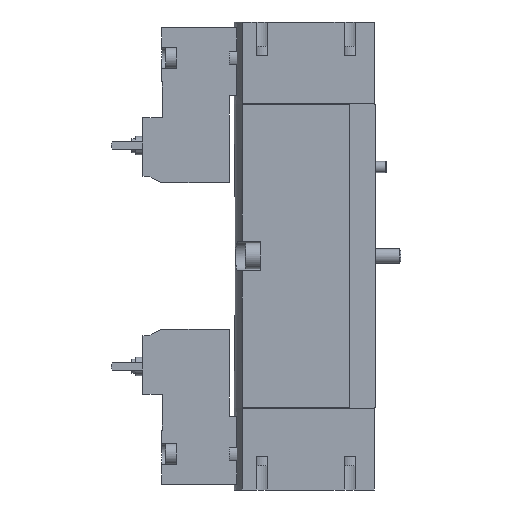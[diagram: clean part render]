
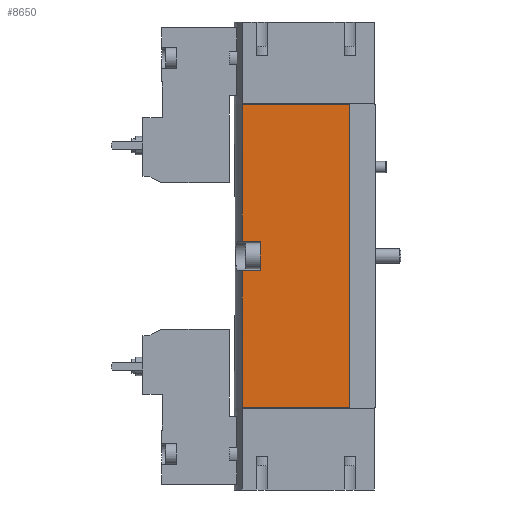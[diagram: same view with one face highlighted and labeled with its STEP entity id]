
A CAD part, left-side view. The second image highlights one B-rep face of the part: STEP entity #8650.
In plain terms, the highlighted planar face has unit normal (-1, 0, 0).
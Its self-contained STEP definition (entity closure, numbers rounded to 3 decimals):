
#297=LINE('',#12067,#875);
#298=LINE('',#12081,#876);
#300=LINE('',#12099,#878);
#301=LINE('',#12101,#879);
#302=LINE('',#12103,#880);
#303=LINE('',#12104,#881);
#304=LINE('',#12106,#882);
#305=LINE('',#12108,#883);
#306=LINE('',#12110,#884);
#875=VECTOR('',#10054,1000.);
#876=VECTOR('',#10059,1000.);
#878=VECTOR('',#10069,1000.);
#879=VECTOR('',#10070,1000.);
#880=VECTOR('',#10071,1000.);
#881=VECTOR('',#10072,1000.);
#882=VECTOR('',#10073,1000.);
#883=VECTOR('',#10074,1000.);
#884=VECTOR('',#10075,1000.);
#1600=ORIENTED_EDGE('',*,*,#3379,.T.);
#1601=ORIENTED_EDGE('',*,*,#3389,.T.);
#1602=ORIENTED_EDGE('',*,*,#3390,.F.);
#1603=ORIENTED_EDGE('',*,*,#3391,.F.);
#1604=ORIENTED_EDGE('',*,*,#3383,.T.);
#1605=ORIENTED_EDGE('',*,*,#3392,.F.);
#1606=ORIENTED_EDGE('',*,*,#3393,.F.);
#1607=ORIENTED_EDGE('',*,*,#3394,.F.);
#1608=ORIENTED_EDGE('',*,*,#3395,.F.);
#3379=EDGE_CURVE('',#4268,#4267,#297,.T.);
#3383=EDGE_CURVE('',#4272,#4271,#298,.T.);
#3389=EDGE_CURVE('',#4267,#4277,#300,.T.);
#3390=EDGE_CURVE('',#4278,#4277,#301,.T.);
#3391=EDGE_CURVE('',#4272,#4278,#302,.T.);
#3392=EDGE_CURVE('',#4279,#4271,#303,.T.);
#3393=EDGE_CURVE('',#4280,#4279,#304,.T.);
#3394=EDGE_CURVE('',#4281,#4280,#305,.T.);
#3395=EDGE_CURVE('',#4268,#4281,#306,.T.);
#4267=VERTEX_POINT('',#12066);
#4268=VERTEX_POINT('',#12068);
#4271=VERTEX_POINT('',#12080);
#4272=VERTEX_POINT('',#12082);
#4277=VERTEX_POINT('',#12100);
#4278=VERTEX_POINT('',#12102);
#4279=VERTEX_POINT('',#12105);
#4280=VERTEX_POINT('',#12107);
#4281=VERTEX_POINT('',#12109);
#5013=EDGE_LOOP('',(#1600,#1601,#1602,#1603,#1604,#1605,#1606,#1607,#1608));
#5457=FACE_BOUND('',#5013,.T.);
#5881=PLANE('',#9145);
#8650=ADVANCED_FACE('',(#5457),#5881,.F.);
#9145=AXIS2_PLACEMENT_3D('',#12098,#10067,#10068);
#10054=DIRECTION('',(0.,0.,-1.));
#10059=DIRECTION('',(0.,0.,-1.));
#10067=DIRECTION('',(1.,0.,0.));
#10068=DIRECTION('',(0.,0.,-1.));
#10069=DIRECTION('',(0.,-1.,0.));
#10070=DIRECTION('',(0.,0.,-1.));
#10071=DIRECTION('',(0.,-1.,0.));
#10072=DIRECTION('',(0.,1.,0.));
#10073=DIRECTION('',(0.,0.,1.));
#10074=DIRECTION('',(0.,0.,1.));
#10075=DIRECTION('',(0.,-1.,0.));
#12066=CARTESIAN_POINT('',(-13.,35.77,-40.9));
#12067=CARTESIAN_POINT('',(-13.,35.77,41.));
#12068=CARTESIAN_POINT('',(-13.,35.77,-4.));
#12080=CARTESIAN_POINT('',(-13.,35.77,4.));
#12081=CARTESIAN_POINT('',(-13.,35.77,41.));
#12082=CARTESIAN_POINT('',(-13.,35.77,40.9));
#12098=CARTESIAN_POINT('',(-13.,35.77,41.));
#12099=CARTESIAN_POINT('',(-13.,35.77,-40.9));
#12100=CARTESIAN_POINT('',(-13.,6.85,-40.9));
#12101=CARTESIAN_POINT('',(-13.,6.85,41.));
#12102=CARTESIAN_POINT('',(-13.,6.85,40.9));
#12103=CARTESIAN_POINT('',(-13.,35.77,40.9));
#12104=CARTESIAN_POINT('',(-13.,35.77,4.));
#12105=CARTESIAN_POINT('',(-13.,31.,4.));
#12106=CARTESIAN_POINT('',(-13.,31.,41.));
#12107=CARTESIAN_POINT('',(-13.,31.,0.));
#12108=CARTESIAN_POINT('',(-13.,31.,41.));
#12109=CARTESIAN_POINT('',(-13.,31.,-4.));
#12110=CARTESIAN_POINT('',(-13.,35.77,-4.));
